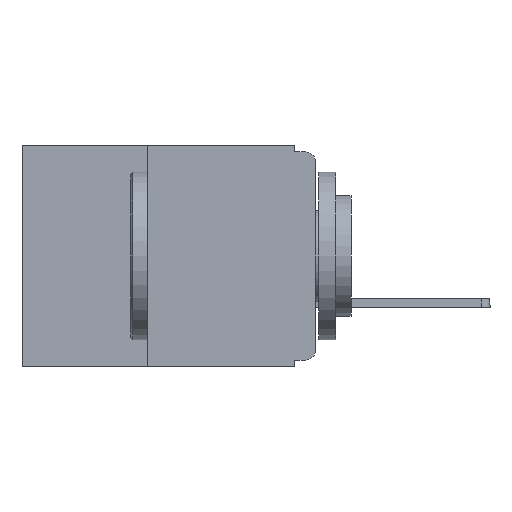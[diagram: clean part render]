
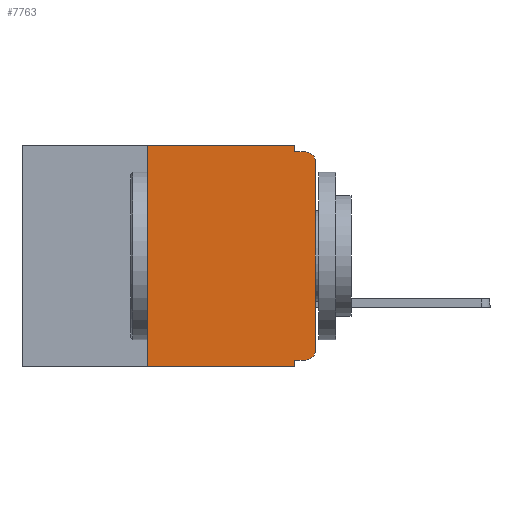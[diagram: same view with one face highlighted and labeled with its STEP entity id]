
A CAD part, left-side view. The second image highlights one B-rep face of the part: STEP entity #7763.
In plain terms, the highlighted planar face has unit normal (-1, 0, 0).
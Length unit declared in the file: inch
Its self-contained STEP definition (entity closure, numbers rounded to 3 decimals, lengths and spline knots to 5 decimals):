
#25 = LINE ( 'NONE', #13130, #10110 ) ;
#425 = EDGE_CURVE ( 'NONE', #10855, #8035, #25, .T. ) ;
#929 = EDGE_CURVE ( 'NONE', #11582, #14157, #8992, .T. ) ;
#950 = EDGE_CURVE ( 'NONE', #11582, #13978, #14775, .T. ) ;
#1093 = EDGE_CURVE ( 'NONE', #6917, #13978, #10273, .T. ) ;
#1174 = CARTESIAN_POINT ( 'NONE',  ( 0., 0.015, -0.01 ) ) ;
#1232 = VECTOR ( 'NONE', #9392, 39.37008 ) ;
#1691 = CARTESIAN_POINT ( 'NONE',  ( 0., 0.031, -0.01 ) ) ;
#2084 = VERTEX_POINT ( 'NONE', #14499 ) ;
#2375 = VECTOR ( 'NONE', #6706, 39.37008 ) ;
#2466 = CARTESIAN_POINT ( 'NONE',  ( 0., 0.25, 0. ) ) ;
#2767 = CARTESIAN_POINT ( 'NONE',  ( 0., 0.015, -0.025 ) ) ;
#3455 = CARTESIAN_POINT ( 'NONE',  ( 0., 0.031, -0.33 ) ) ;
#4151 = DIRECTION ( 'NONE',  ( 0., 0., -1. ) ) ;
#4727 = CARTESIAN_POINT ( 'NONE',  ( 0., 0., 0. ) ) ;
#5116 = LINE ( 'NONE', #13991, #2375 ) ;
#5145 = CARTESIAN_POINT ( 'NONE',  ( 0., 0.437, 0. ) ) ;
#5297 = LINE ( 'NONE', #14923, #11528 ) ;
#5410 = CARTESIAN_POINT ( 'NONE',  ( 0., 0.031, -0.32 ) ) ;
#5787 = DIRECTION ( 'NONE',  ( 0., 0., -1. ) ) ;
#6003 = CARTESIAN_POINT ( 'NONE',  ( 0., 0.031, 0. ) ) ;
#6028 = VERTEX_POINT ( 'NONE', #10783 ) ;
#6048 = EDGE_CURVE ( 'NONE', #14157, #10855, #7931, .T. ) ;
#6088 = DIRECTION ( 'NONE',  ( -1., 0., 0. ) ) ;
#6476 = DIRECTION ( 'NONE',  ( 1., 0., 0. ) ) ;
#6706 = DIRECTION ( 'NONE',  ( 0., 1., 0. ) ) ;
#6917 = VERTEX_POINT ( 'NONE', #5410 ) ;
#6975 = ORIENTED_EDGE ( 'NONE', *, *, #13236, .T. ) ;
#7091 = AXIS2_PLACEMENT_3D ( 'NONE', #2767, #11669, #4151 ) ;
#7368 = ORIENTED_EDGE ( 'NONE', *, *, #929, .F. ) ;
#7438 = FACE_OUTER_BOUND ( 'NONE', #10206, .T. ) ;
#7439 = ORIENTED_EDGE ( 'NONE', *, *, #425, .F. ) ;
#7629 = ORIENTED_EDGE ( 'NONE', *, *, #6048, .F. ) ;
#7733 = CARTESIAN_POINT ( 'NONE',  ( 0., 0.25, -0.33 ) ) ;
#7763 = ADVANCED_FACE ( 'NONE', ( #7438 ), #12529, .F. ) ;
#7931 = LINE ( 'NONE', #9397, #1232 ) ;
#7941 = CIRCLE ( 'NONE', #7091, 0.015 ) ;
#7990 = ORIENTED_EDGE ( 'NONE', *, *, #13129, .F. ) ;
#8035 = VERTEX_POINT ( 'NONE', #1691 ) ;
#8084 = ORIENTED_EDGE ( 'NONE', *, *, #12697, .T. ) ;
#8443 = VERTEX_POINT ( 'NONE', #1174 ) ;
#8985 = CARTESIAN_POINT ( 'NONE',  ( 0., 0.437, -0.33 ) ) ;
#8992 = LINE ( 'NONE', #9558, #15465 ) ;
#9176 = VECTOR ( 'NONE', #5787, 39.37008 ) ;
#9392 = DIRECTION ( 'NONE',  ( 0., -1., 0. ) ) ;
#9397 = CARTESIAN_POINT ( 'NONE',  ( 0., 0.437, 0. ) ) ;
#9558 = CARTESIAN_POINT ( 'NONE',  ( 0., 0.25, -0.33 ) ) ;
#9774 = AXIS2_PLACEMENT_3D ( 'NONE', #13367, #6088, #14503 ) ;
#10110 = VECTOR ( 'NONE', #13452, 39.37008 ) ;
#10206 = EDGE_LOOP ( 'NONE', ( #8084, #6975, #7990, #7439, #7629, #7368, #15804, #15496, #12216, #12733 ) ) ;
#10273 = LINE ( 'NONE', #11386, #9176 ) ;
#10578 = DIRECTION ( 'NONE',  ( 0., 0., 1. ) ) ;
#10783 = CARTESIAN_POINT ( 'NONE',  ( 0., 0.015, -0.32 ) ) ;
#10855 = VERTEX_POINT ( 'NONE', #6003 ) ;
#10887 = VERTEX_POINT ( 'NONE', #14522 ) ;
#11248 = DIRECTION ( 'NONE',  ( 0., -1., 0. ) ) ;
#11379 = VECTOR ( 'NONE', #11248, 39.37008 ) ;
#11386 = CARTESIAN_POINT ( 'NONE',  ( 0., 0.031, -0.33 ) ) ;
#11528 = VECTOR ( 'NONE', #15976, 39.37008 ) ;
#11582 = VERTEX_POINT ( 'NONE', #7733 ) ;
#11669 = DIRECTION ( 'NONE',  ( -1., 0., 0. ) ) ;
#12216 = ORIENTED_EDGE ( 'NONE', *, *, #12446, .F. ) ;
#12446 = EDGE_CURVE ( 'NONE', #6028, #6917, #5116, .T. ) ;
#12529 = PLANE ( 'NONE',  #14888 ) ;
#12697 = EDGE_CURVE ( 'NONE', #10887, #2084, #14240, .T. ) ;
#12733 = ORIENTED_EDGE ( 'NONE', *, *, #13966, .T. ) ;
#13129 = EDGE_CURVE ( 'NONE', #8035, #8443, #5297, .T. ) ;
#13130 = CARTESIAN_POINT ( 'NONE',  ( 0., 0.031, 0. ) ) ;
#13236 = EDGE_CURVE ( 'NONE', #2084, #8443, #7941, .T. ) ;
#13335 = DIRECTION ( 'NONE',  ( 0., 0., 1. ) ) ;
#13367 = CARTESIAN_POINT ( 'NONE',  ( 0., 0.015, -0.305 ) ) ;
#13452 = DIRECTION ( 'NONE',  ( 0., 0., -1. ) ) ;
#13966 = EDGE_CURVE ( 'NONE', #6028, #10887, #15241, .T. ) ;
#13978 = VERTEX_POINT ( 'NONE', #3455 ) ;
#13991 = CARTESIAN_POINT ( 'NONE',  ( 0., 0., -0.32 ) ) ;
#14157 = VERTEX_POINT ( 'NONE', #2466 ) ;
#14240 = LINE ( 'NONE', #4727, #14577 ) ;
#14499 = CARTESIAN_POINT ( 'NONE',  ( 0., 0., -0.025 ) ) ;
#14503 = DIRECTION ( 'NONE',  ( 0., 0., -1. ) ) ;
#14522 = CARTESIAN_POINT ( 'NONE',  ( 0., 0., -0.305 ) ) ;
#14577 = VECTOR ( 'NONE', #13335, 39.37008 ) ;
#14775 = LINE ( 'NONE', #8985, #11379 ) ;
#14817 = DIRECTION ( 'NONE',  ( 0., 0., -1. ) ) ;
#14888 = AXIS2_PLACEMENT_3D ( 'NONE', #5145, #6476, #14817 ) ;
#14923 = CARTESIAN_POINT ( 'NONE',  ( 0., 0., -0.01 ) ) ;
#15241 = CIRCLE ( 'NONE', #9774, 0.015 ) ;
#15465 = VECTOR ( 'NONE', #10578, 39.37008 ) ;
#15496 = ORIENTED_EDGE ( 'NONE', *, *, #1093, .F. ) ;
#15804 = ORIENTED_EDGE ( 'NONE', *, *, #950, .T. ) ;
#15976 = DIRECTION ( 'NONE',  ( 0., -1., 0. ) ) ;
